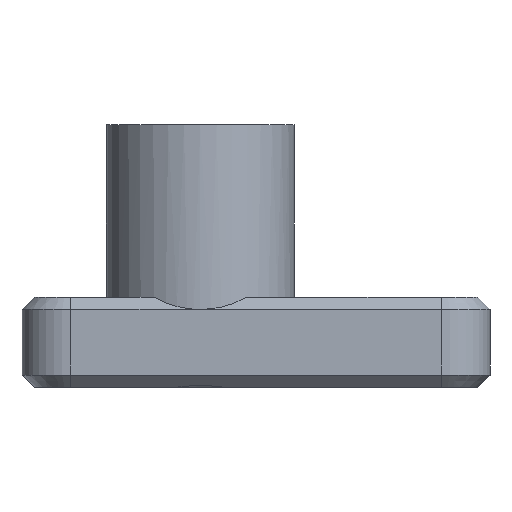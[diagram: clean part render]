
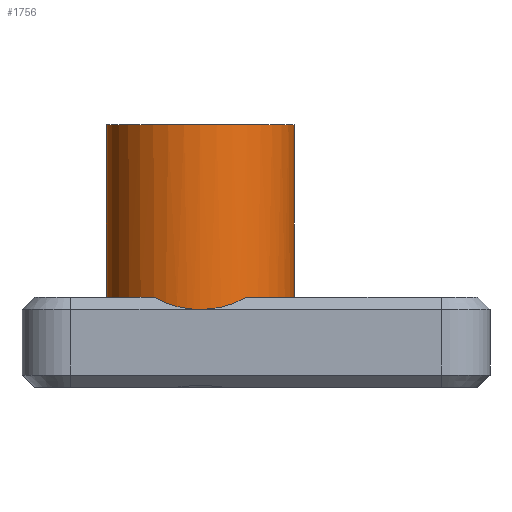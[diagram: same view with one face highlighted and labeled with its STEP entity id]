
A CAD part, front view. The second image highlights one B-rep face of the part: STEP entity #1756.
In plain terms, the highlighted cylindrical face has radius 3.854 mm (diameter 7.708 mm), a full revolution.
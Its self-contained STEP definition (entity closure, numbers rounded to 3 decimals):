
#19=ELLIPSE('',#1891,5.45,3.854);
#22=ELLIPSE('',#1922,5.45,3.854);
#119=CYLINDRICAL_SURFACE('',#1927,3.854);
#170=FACE_OUTER_BOUND('',#279,.T.);
#279=EDGE_LOOP('',(#1388,#1389,#1390,#1391,#1392,#1393,#1394));
#415=LINE('',#2839,#573);
#573=VECTOR('',#2295,3.854);
#690=CIRCLE('',#1889,3.854);
#694=CIRCLE('',#1901,3.854);
#695=CIRCLE('',#1902,3.854);
#766=VERTEX_POINT('',#2656);
#796=VERTEX_POINT('',#2732);
#797=VERTEX_POINT('',#2735);
#806=VERTEX_POINT('',#2763);
#807=VERTEX_POINT('',#2765);
#985=EDGE_CURVE('',#796,#796,#690,.T.);
#986=EDGE_CURVE('',#766,#797,#19,.F.);
#1000=EDGE_CURVE('',#797,#806,#694,.T.);
#1001=EDGE_CURVE('',#806,#807,#695,.T.);
#1034=EDGE_CURVE('',#766,#807,#22,.T.);
#1039=EDGE_CURVE('',#806,#796,#415,.T.);
#1388=ORIENTED_EDGE('',*,*,#1034,.T.);
#1389=ORIENTED_EDGE('',*,*,#1001,.F.);
#1390=ORIENTED_EDGE('',*,*,#1039,.T.);
#1391=ORIENTED_EDGE('',*,*,#985,.F.);
#1392=ORIENTED_EDGE('',*,*,#1039,.F.);
#1393=ORIENTED_EDGE('',*,*,#1000,.F.);
#1394=ORIENTED_EDGE('',*,*,#986,.F.);
#1756=ADVANCED_FACE('',(#170),#119,.T.);
#1889=AXIS2_PLACEMENT_3D('',#2733,#2186,#2187);
#1891=AXIS2_PLACEMENT_3D('',#2736,#2190,#2191);
#1901=AXIS2_PLACEMENT_3D('',#2764,#2219,#2220);
#1902=AXIS2_PLACEMENT_3D('',#2766,#2221,#2222);
#1922=AXIS2_PLACEMENT_3D('',#2829,#2279,#2280);
#1927=AXIS2_PLACEMENT_3D('',#2838,#2293,#2294);
#2186=DIRECTION('center_axis',(0.,0.,
1.));
#2187=DIRECTION('ref_axis',(-1.,0.,0.));
#2190=DIRECTION('center_axis',(0.,-0.707,
0.707));
#2191=DIRECTION('ref_axis',(0.,0.707,0.707));
#2219=DIRECTION('center_axis',(0.,0.,
-1.));
#2220=DIRECTION('ref_axis',(0.,1.,0.));
#2221=DIRECTION('center_axis',(0.,0.,
-1.));
#2222=DIRECTION('ref_axis',(0.,1.,0.));
#2279=DIRECTION('center_axis',(0.,-0.707,
0.707));
#2280=DIRECTION('ref_axis',(0.,0.707,0.707));
#2293=DIRECTION('center_axis',(0.,0.,
-1.));
#2294=DIRECTION('ref_axis',(-1.,0.,0.));
#2295=DIRECTION('',(0.,0.,1.));
#2656=CARTESIAN_POINT('',(138.238,-89.42,-10.099));
#2732=CARTESIAN_POINT('',(142.091,-85.567,-2.514));
#2733=CARTESIAN_POINT('Origin',(138.238,-85.567,-2.514));
#2735=CARTESIAN_POINT('',(136.339,-88.92,-9.599));
#2736=CARTESIAN_POINT('Origin',(138.238,-85.567,-6.245));
#2763=CARTESIAN_POINT('',(142.091,-85.567,-9.599));
#2764=CARTESIAN_POINT('Origin',(138.238,-85.567,-9.599));
#2765=CARTESIAN_POINT('',(140.136,-88.92,-9.599));
#2766=CARTESIAN_POINT('Origin',(138.238,-85.567,-9.599));
#2829=CARTESIAN_POINT('Origin',(138.238,-85.567,-6.245));
#2838=CARTESIAN_POINT('Origin',(138.238,-85.567,-2.514));
#2839=CARTESIAN_POINT('',(142.091,-85.567,-2.514));
